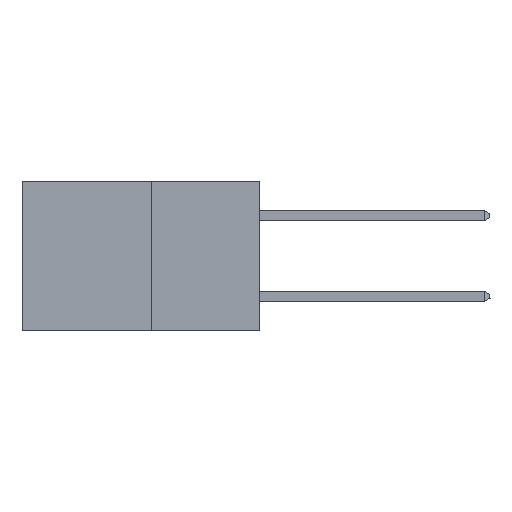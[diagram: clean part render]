
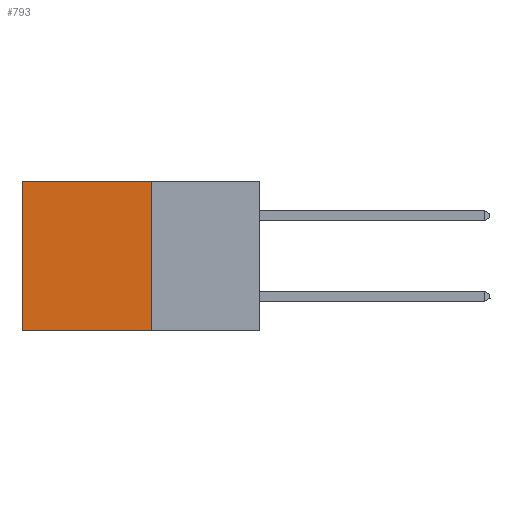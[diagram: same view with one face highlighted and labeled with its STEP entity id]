
A CAD part, left-side view. The second image highlights one B-rep face of the part: STEP entity #793.
In plain terms, the highlighted planar face has unit normal (-1, 0, 0).
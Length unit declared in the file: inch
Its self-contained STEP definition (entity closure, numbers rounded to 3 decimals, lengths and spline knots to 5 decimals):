
#211 = VECTOR ( 'NONE', #16764, 39.37008 ) ;
#793 = ADVANCED_FACE ( 'NONE', ( #3846 ), #10228, .F. ) ;
#2653 = ORIENTED_EDGE ( 'NONE', *, *, #12505, .F. ) ;
#2706 = CARTESIAN_POINT ( 'NONE',  ( 0.277, 0.59, -0.37 ) ) ;
#3112 = VECTOR ( 'NONE', #11904, 39.37008 ) ;
#3129 = CARTESIAN_POINT ( 'NONE',  ( 0.277, 0.27, 0. ) ) ;
#3692 = VECTOR ( 'NONE', #7559, 39.37008 ) ;
#3846 = FACE_OUTER_BOUND ( 'NONE', #16365, .T. ) ;
#4076 = CARTESIAN_POINT ( 'NONE',  ( 0.277, 0.27, -0.37 ) ) ;
#4190 = LINE ( 'NONE', #15636, #3692 ) ;
#4206 = VECTOR ( 'NONE', #11901, 39.37008 ) ;
#5316 = EDGE_CURVE ( 'NONE', #16758, #13224, #4190, .T. ) ;
#6831 = DIRECTION ( 'NONE',  ( 1., 0., 0. ) ) ;
#7559 = DIRECTION ( 'NONE',  ( 0., 1., 0. ) ) ;
#7825 = EDGE_CURVE ( 'NONE', #9467, #8502, #15301, .T. ) ;
#7829 = LINE ( 'NONE', #2706, #4206 ) ;
#8502 = VERTEX_POINT ( 'NONE', #12698 ) ;
#9184 = ORIENTED_EDGE ( 'NONE', *, *, #7825, .F. ) ;
#9467 = VERTEX_POINT ( 'NONE', #11605 ) ;
#10228 = PLANE ( 'NONE',  #18005 ) ;
#10831 = ORIENTED_EDGE ( 'NONE', *, *, #15780, .T. ) ;
#11605 = CARTESIAN_POINT ( 'NONE',  ( 0.277, 0.27, -0.37 ) ) ;
#11901 = DIRECTION ( 'NONE',  ( 0., 0., -1. ) ) ;
#11904 = DIRECTION ( 'NONE',  ( 0., 1., 0. ) ) ;
#12222 = CARTESIAN_POINT ( 'NONE',  ( 0.277, 0.27, -0.37 ) ) ;
#12505 = EDGE_CURVE ( 'NONE', #16758, #9467, #12530, .T. ) ;
#12530 = LINE ( 'NONE', #12222, #211 ) ;
#12698 = CARTESIAN_POINT ( 'NONE',  ( 0.277, 0.59, -0.37 ) ) ;
#13021 = ORIENTED_EDGE ( 'NONE', *, *, #5316, .T. ) ;
#13224 = VERTEX_POINT ( 'NONE', #13709 ) ;
#13709 = CARTESIAN_POINT ( 'NONE',  ( 0.277, 0.59, 0. ) ) ;
#13784 = DIRECTION ( 'NONE',  ( 0., 0., -1. ) ) ;
#14118 = CARTESIAN_POINT ( 'NONE',  ( 0.277, 0.27, -0.37 ) ) ;
#15301 = LINE ( 'NONE', #4076, #3112 ) ;
#15636 = CARTESIAN_POINT ( 'NONE',  ( 0.277, 0.27, 0. ) ) ;
#15780 = EDGE_CURVE ( 'NONE', #13224, #8502, #7829, .T. ) ;
#16365 = EDGE_LOOP ( 'NONE', ( #10831, #9184, #2653, #13021 ) ) ;
#16758 = VERTEX_POINT ( 'NONE', #3129 ) ;
#16764 = DIRECTION ( 'NONE',  ( 0., 0., -1. ) ) ;
#18005 = AXIS2_PLACEMENT_3D ( 'NONE', #14118, #6831, #13784 ) ;
